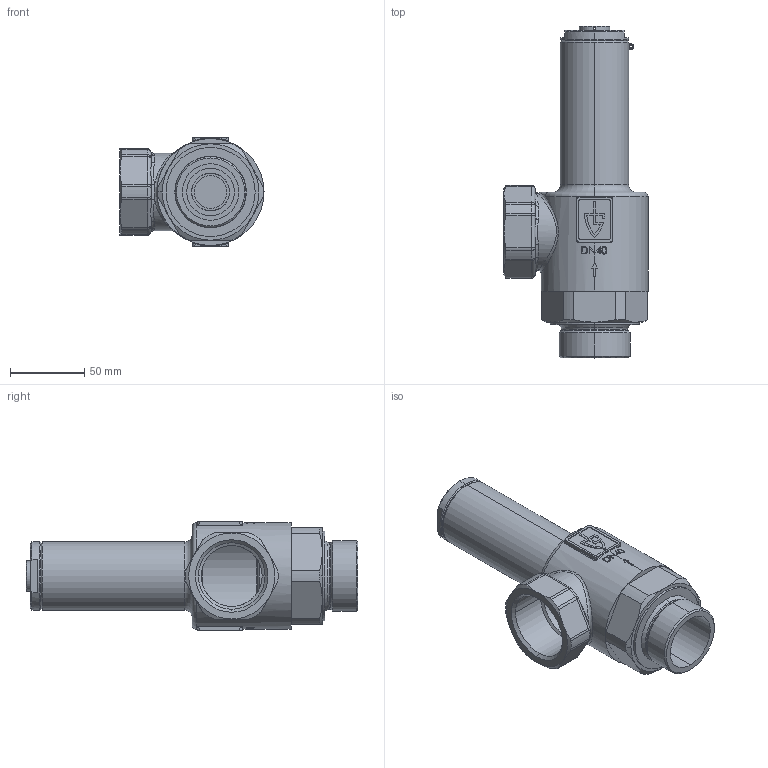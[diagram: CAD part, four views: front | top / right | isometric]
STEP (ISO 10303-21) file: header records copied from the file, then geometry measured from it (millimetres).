
FILE_DESCRIPTION (( 'STEP AP214' ), '1' );
FILE_NAME ('417tGFO-40-m+f-40+40 Dummy.STEP', '2013-01-30T14:58:19', ( 'Blankenhorn' ), ( '' ), 'SwSTEP 2.0', 'SolidWorks 2013', '' );
FILE_SCHEMA (( 'AUTOMOTIVE_DESIGN' ));
Length unit declared in the file: millimetre
Products named in the file (1): 417tGFO-40-m+f-40+40 Dummy
Bounding box: 97 x 223.5 x 73 mm (x, y, z)
Volume: 308694.5 mm3; surface area: 99273.5 mm2
Topology: 4 solids, 4 shells, 527 faces, 1311 edges, 822 vertices
Faces by surface type: plane 198, cylinder 148, bspline 73, cone 57, torus 51
Entity records: 26637 total; most frequent: CARTESIAN_POINT 8566, ORIENTED_EDGE 2622, DIRECTION 2471, EDGE_CURVE 1311, AXIS2_PLACEMENT_3D 951, VERTEX_POINT 822, EDGE_LOOP 571, VECTOR 569
